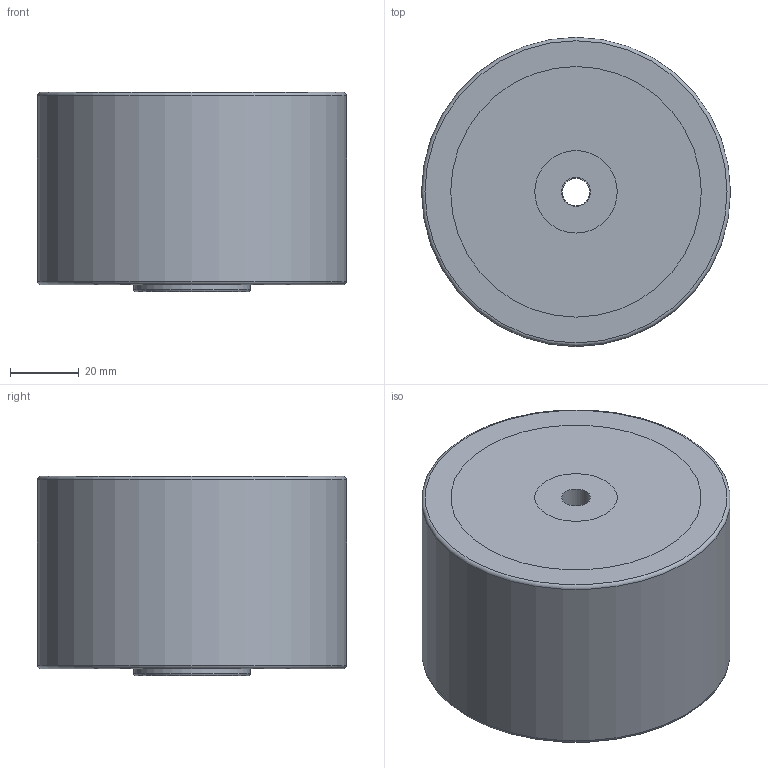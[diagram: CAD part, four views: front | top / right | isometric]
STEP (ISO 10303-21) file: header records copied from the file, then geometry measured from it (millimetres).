
FILE_DESCRIPTION(('FreeCAD Model'),'2;1');
FILE_NAME('Open CASCADE Shape Model','2024-07-28T01:18:58',(''),(''), 'Open CASCADE STEP processor 7.7','FreeCAD','Unknown');
FILE_SCHEMA(('AUTOMOTIVE_DESIGN { 1 0 10303 214 1 1 1 1 }'));
Length unit declared in the file: millimetre
Products named in the file (5): skateboard_motor__flat_type_; Outer; Wheel; Bearing; Stator
Assembly tree (4 placements, depth 2):
  skateboard_motor__flat_type_
    Outer
    Wheel
    Bearing
    Stator
Bounding box: 90 x 90 x 58 mm (x, y, z)
Volume: 298599.9 mm3; surface area: 67316.6 mm2
Topology: 4 solids, 4 shells, 48 faces, 91 edges, 59 vertices
Faces by surface type: cylinder 23, plane 16, cone 6, torus 3
Full cylindrical faces by diameter (mm): 8 x1, 8.4 x1, 22 x2, 24 x2, 34 x1, 73 x3, 90 x1
Entity records: 2598 total; most frequent: CARTESIAN_POINT 485, DIRECTION 421, ORIENTED_EDGE 182, PCURVE 182, DEFINITIONAL_REPRESENTATION 182, LINE 153, VECTOR 153, AXIS2_PLACEMENT_3D 115
